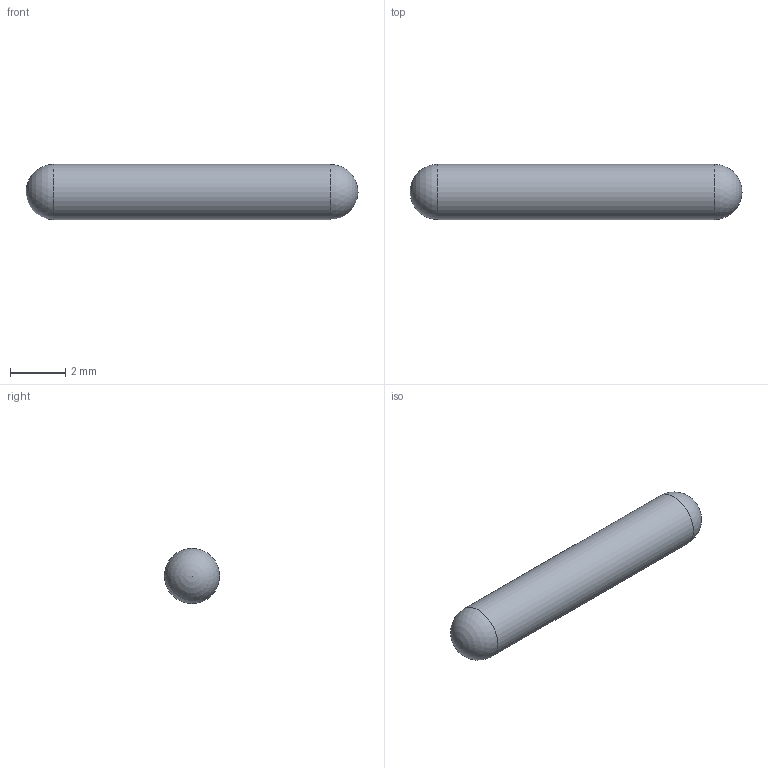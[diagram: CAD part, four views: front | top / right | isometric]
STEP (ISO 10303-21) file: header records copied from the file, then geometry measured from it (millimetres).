
FILE_DESCRIPTION(('FreeCAD Model'),'2;1');
FILE_NAME('Open CASCADE Shape Model','2025-01-11T12:43:13',(''),(''), 'Open CASCADE STEP processor 7.8','FreeCAD','Unknown');
FILE_SCHEMA(('AUTOMOTIVE_DESIGN { 1 0 10303 214 1 1 1 1 }'));
Length unit declared in the file: millimetre
Products named in the file (1): Body
Bounding box: 12 x 2 x 2 mm (x, y, z)
Volume: 35.6 mm3; surface area: 75.4 mm2
Topology: 1 solids, 1 shells, 3 faces, 7 edges, 4 vertices
Faces by surface type: sphere 2, cylinder 1
Full cylindrical faces by diameter (mm): 2 x1
Entity records: 101 total; most frequent: DIRECTION 17, CARTESIAN_POINT 13, ORIENTED_EDGE 10, AXIS2_PLACEMENT_3D 8, EDGE_CURVE 5, VERTEX_POINT 4, CIRCLE 4, ADVANCED_FACE 3
